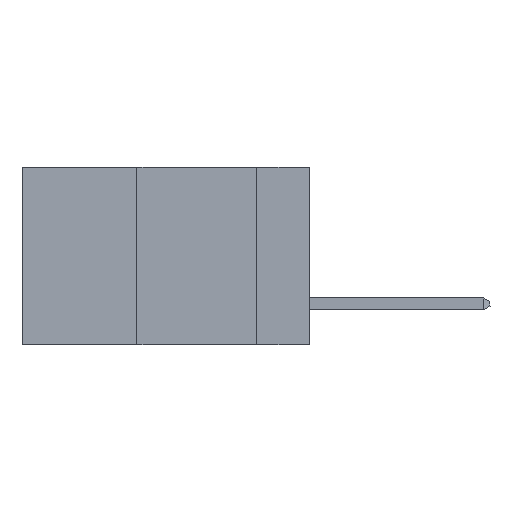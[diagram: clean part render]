
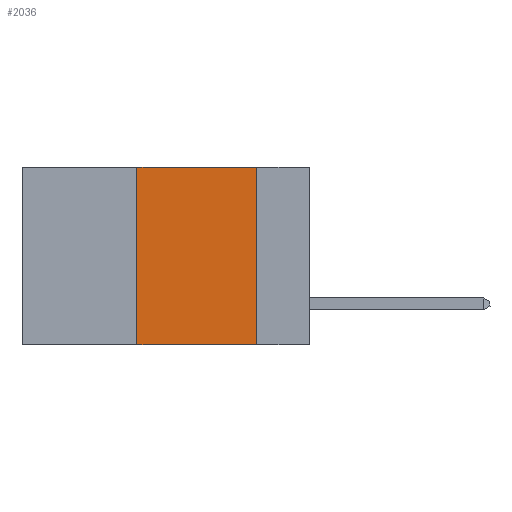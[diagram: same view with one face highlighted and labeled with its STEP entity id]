
A CAD part, left-side view. The second image highlights one B-rep face of the part: STEP entity #2036.
In plain terms, the highlighted planar face has unit normal (-1, 0, 0).
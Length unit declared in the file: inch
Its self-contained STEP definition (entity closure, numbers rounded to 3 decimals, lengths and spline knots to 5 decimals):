
#108 = EDGE_LOOP ( 'NONE', ( #9546, #6534, #10638, #1496 ) ) ;
#193 = VERTEX_POINT ( 'NONE', #7519 ) ;
#238 = EDGE_CURVE ( 'NONE', #193, #4159, #3373, .T. ) ;
#1496 = ORIENTED_EDGE ( 'NONE', *, *, #238, .T. ) ;
#1621 = CARTESIAN_POINT ( 'NONE',  ( 0., 0.6, 0. ) ) ;
#2036 = ADVANCED_FACE ( 'NONE', ( #6785 ), #4404, .F. ) ;
#2244 = VECTOR ( 'NONE', #7243, 39.37008 ) ;
#2774 = DIRECTION ( 'NONE',  ( 0., 0., -1. ) ) ;
#3208 = CARTESIAN_POINT ( 'NONE',  ( 0., 0.36, 0. ) ) ;
#3373 = LINE ( 'NONE', #6893, #9417 ) ;
#3812 = LINE ( 'NONE', #1621, #2244 ) ;
#4159 = VERTEX_POINT ( 'NONE', #5541 ) ;
#4294 = VECTOR ( 'NONE', #8699, 39.37008 ) ;
#4383 = EDGE_CURVE ( 'NONE', #7478, #4668, #3812, .T. ) ;
#4404 = PLANE ( 'NONE',  #6347 ) ;
#4668 = VERTEX_POINT ( 'NONE', #5564 ) ;
#5541 = CARTESIAN_POINT ( 'NONE',  ( 0., 0.11, -0.37 ) ) ;
#5564 = CARTESIAN_POINT ( 'NONE',  ( 0., 0.11, 0. ) ) ;
#5906 = EDGE_CURVE ( 'NONE', #193, #7478, #7138, .T. ) ;
#6347 = AXIS2_PLACEMENT_3D ( 'NONE', #10139, #7688, #2774 ) ;
#6397 = DIRECTION ( 'NONE',  ( 0., -1., 0. ) ) ;
#6534 = ORIENTED_EDGE ( 'NONE', *, *, #4383, .F. ) ;
#6785 = FACE_OUTER_BOUND ( 'NONE', #108, .T. ) ;
#6893 = CARTESIAN_POINT ( 'NONE',  ( 0., 0.6, -0.37 ) ) ;
#7138 = LINE ( 'NONE', #3208, #9357 ) ;
#7243 = DIRECTION ( 'NONE',  ( 0., -1., 0. ) ) ;
#7478 = VERTEX_POINT ( 'NONE', #10463 ) ;
#7519 = CARTESIAN_POINT ( 'NONE',  ( 0., 0.36, -0.37 ) ) ;
#7688 = DIRECTION ( 'NONE',  ( 1., 0., 0. ) ) ;
#7897 = CARTESIAN_POINT ( 'NONE',  ( 0., 0.11, 0. ) ) ;
#8651 = LINE ( 'NONE', #7897, #4294 ) ;
#8699 = DIRECTION ( 'NONE',  ( 0., 0., -1. ) ) ;
#9301 = EDGE_CURVE ( 'NONE', #4668, #4159, #8651, .T. ) ;
#9357 = VECTOR ( 'NONE', #10550, 39.37008 ) ;
#9417 = VECTOR ( 'NONE', #6397, 39.37008 ) ;
#9546 = ORIENTED_EDGE ( 'NONE', *, *, #9301, .F. ) ;
#10139 = CARTESIAN_POINT ( 'NONE',  ( 0., 0.6, 0. ) ) ;
#10463 = CARTESIAN_POINT ( 'NONE',  ( 0., 0.36, 0. ) ) ;
#10550 = DIRECTION ( 'NONE',  ( 0., 0., 1. ) ) ;
#10638 = ORIENTED_EDGE ( 'NONE', *, *, #5906, .F. ) ;
